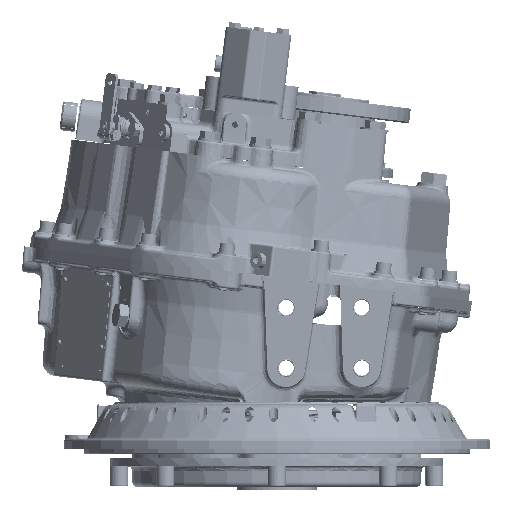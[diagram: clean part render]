
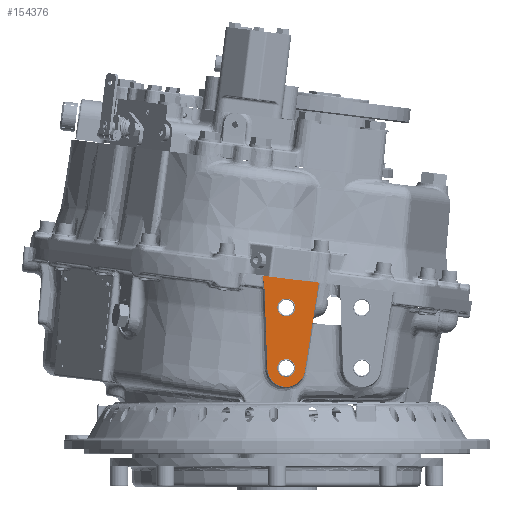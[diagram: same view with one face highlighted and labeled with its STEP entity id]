
A CAD part, left-side view. The second image highlights one B-rep face of the part: STEP entity #154376.
In plain terms, the highlighted planar face has unit normal (-1, 0, 0).
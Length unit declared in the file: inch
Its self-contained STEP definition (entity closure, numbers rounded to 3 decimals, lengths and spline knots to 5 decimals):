
#1185 = FACE_BOUND ( 'NONE', #140699, .T. ) ;
#1204 = FACE_OUTER_BOUND ( 'NONE', #141945, .T. ) ;
#1205 = FACE_BOUND ( 'NONE', #140554, .T. ) ;
#15876 = CARTESIAN_POINT ( 'NONE',  ( -10., -1.17141, 3.23391 ) ) ;
#15880 = CARTESIAN_POINT ( 'NONE',  ( -10., 0.39322, 3.32961 ) ) ;
#15883 = CARTESIAN_POINT ( 'NONE',  ( -10., 0.50766, 6.6068 ) ) ;
#18636 = AXIS2_PLACEMENT_3D ( 'NONE', #291846, #291858, #291859 ) ;
#36909 = VERTEX_POINT ( 'NONE', #15876 ) ;
#36910 = VERTEX_POINT ( 'NONE', #15880 ) ;
#36911 = VERTEX_POINT ( 'NONE', #15883 ) ;
#38570 = VERTEX_POINT ( 'NONE', #223477 ) ;
#38572 = VERTEX_POINT ( 'NONE', #223498 ) ;
#54867 = AXIS2_PLACEMENT_3D ( 'NONE', #57776, #57808, #57810 ) ;
#55035 = AXIS2_PLACEMENT_3D ( 'NONE', #127573, #127587, #127589 ) ;
#55037 = AXIS2_PLACEMENT_3D ( 'NONE', #127547, #127593, #127595 ) ;
#57776 = CARTESIAN_POINT ( 'NONE',  ( -10., -0.3937, 3.35709 ) ) ;
#57808 = DIRECTION ( 'NONE',  ( -1., 0., 0. ) ) ;
#57810 = DIRECTION ( 'NONE',  ( 0., 0.122, -0.993 ) ) ;
#57820 = CARTESIAN_POINT ( 'NONE',  ( -10., 0.49413, 6.21913 ) ) ;
#57823 = DIRECTION ( 'NONE',  ( 0., -0.035, -0.999 ) ) ;
#63517 = VERTEX_POINT ( 'NONE', #264116 ) ;
#63519 = VERTEX_POINT ( 'NONE', #264119 ) ;
#64891 = ORIENTED_EDGE ( 'NONE', *, *, #297068, .F. ) ;
#64892 = ORIENTED_EDGE ( 'NONE', *, *, #94603, .F. ) ;
#64893 = ORIENTED_EDGE ( 'NONE', *, *, #104173, .T. ) ;
#64894 = ORIENTED_EDGE ( 'NONE', *, *, #104177, .T. ) ;
#64896 = ORIENTED_EDGE ( 'NONE', *, *, #105492, .T. ) ;
#64897 = ORIENTED_EDGE ( 'NONE', *, *, #105477, .F. ) ;
#64898 = ORIENTED_EDGE ( 'NONE', *, *, #105462, .T. ) ;
#64899 = ORIENTED_EDGE ( 'NONE', *, *, #105495, .F. ) ;
#64900 = ORIENTED_EDGE ( 'NONE', *, *, #105473, .T. ) ;
#64901 = ORIENTED_EDGE ( 'NONE', *, *, #174012, .F. ) ;
#64902 = ORIENTED_EDGE ( 'NONE', *, *, #105491, .F. ) ;
#94603 = EDGE_CURVE ( 'NONE', #38572, #38570, #145157, .T. ) ;
#104173 = EDGE_CURVE ( 'NONE', #36910, #36909, #139146, .T. ) ;
#104177 = EDGE_CURVE ( 'NONE', #36911, #36910, #139147, .T. ) ;
#105462 = EDGE_CURVE ( 'NONE', #124459, #124456, #122108, .T. ) ;
#105473 = EDGE_CURVE ( 'NONE', #36909, #124463, #139422, .T. ) ;
#105477 = EDGE_CURVE ( 'NONE', #124452, #124456, #122118, .T. ) ;
#105491 = EDGE_CURVE ( 'NONE', #63519, #63517, #139430, .T. ) ;
#105492 = EDGE_CURVE ( 'NONE', #124452, #36911, #139431, .T. ) ;
#105495 = EDGE_CURVE ( 'NONE', #124459, #124463, #139427, .T. ) ;
#106586 = CARTESIAN_POINT ( 'NONE',  ( -10., -0.3937, 3.35709 ) ) ;
#106638 = DIRECTION ( 'NONE',  ( -1., 0., 0. ) ) ;
#106640 = DIRECTION ( 'NONE',  ( 0., -0.122, 0.993 ) ) ;
#119069 = CIRCLE ( 'NONE', #187156, 0.37051 ) ;
#122108 = B_SPLINE_CURVE_WITH_KNOTS ( 'NONE', 3,
 ( #127506, #127514, #127515, #127517, #127519, #127520, #127522, #127524 ),
 .UNSPECIFIED., .F., .F.,
 ( 4, 2, 2, 4 ),
 ( 0., 0.00331, 0.00663, 0.01326 ),
 .UNSPECIFIED. ) ;
#122118 = B_SPLINE_CURVE_WITH_KNOTS ( 'NONE', 3,
 ( #127538, #127549, #127551, #127552 ),
 .UNSPECIFIED., .F., .F.,
 ( 4, 4 ),
 ( 0., 0.00148 ),
 .UNSPECIFIED. ) ;
#124452 = VERTEX_POINT ( 'NONE', #141552 ) ;
#124456 = VERTEX_POINT ( 'NONE', #141556 ) ;
#124459 = VERTEX_POINT ( 'NONE', #141559 ) ;
#124463 = VERTEX_POINT ( 'NONE', #141561 ) ;
#127506 = CARTESIAN_POINT ( 'NONE',  ( -10., 0.58036, 7.1983 ) ) ;
#127514 = CARTESIAN_POINT ( 'NONE',  ( -10., 0.57192, 7.15559 ) ) ;
#127515 = CARTESIAN_POINT ( 'NONE',  ( -10., 0.56522, 7.11262 ) ) ;
#127517 = CARTESIAN_POINT ( 'NONE',  ( -10., 0.55316, 7.02646 ) ) ;
#127519 = CARTESIAN_POINT ( 'NONE',  ( -10., 0.54789, 6.98326 ) ) ;
#127520 = CARTESIAN_POINT ( 'NONE',  ( -10., 0.53348, 6.85355 ) ) ;
#127522 = CARTESIAN_POINT ( 'NONE',  ( -10., 0.52574, 6.76691 ) ) ;
#127524 = CARTESIAN_POINT ( 'NONE',  ( -10., 0.51913, 6.68016 ) ) ;
#127526 = CARTESIAN_POINT ( 'NONE',  ( -10., -1.77533, 7.04692 ) ) ;
#127538 = CARTESIAN_POINT ( 'NONE',  ( -10., 0.50981, 6.62252 ) ) ;
#127545 = DIRECTION ( 'NONE',  ( 0., -0.156, 0.988 ) ) ;
#127547 = CARTESIAN_POINT ( 'NONE',  ( -10., 0.58636, 6.60405 ) ) ;
#127549 = CARTESIAN_POINT ( 'NONE',  ( -10., 0.51439, 6.64149 ) ) ;
#127551 = CARTESIAN_POINT ( 'NONE',  ( -10., 0.51765, 6.66071 ) ) ;
#127552 = CARTESIAN_POINT ( 'NONE',  ( -10., 0.51913, 6.68016 ) ) ;
#127573 = CARTESIAN_POINT ( 'NONE',  ( -10., -0.3937, 3.35709 ) ) ;
#127587 = DIRECTION ( 'NONE',  ( -1., 0., 0. ) ) ;
#127589 = DIRECTION ( 'NONE',  ( 0., -0.122, 0.993 ) ) ;
#127593 = DIRECTION ( 'NONE',  ( 1., 0., 0. ) ) ;
#127595 = DIRECTION ( 'NONE',  ( 0., 0.122, -0.993 ) ) ;
#127598 = CARTESIAN_POINT ( 'NONE',  ( -10., 0.65152, 7.20704 ) ) ;
#127600 = DIRECTION ( 'NONE',  ( 0., -0.993, -0.122 ) ) ;
#131586 = CARTESIAN_POINT ( 'NONE',  ( -10., -0.3937, 5.87677 ) ) ;
#131597 = DIRECTION ( 'NONE',  ( -1., 0., 0. ) ) ;
#131600 = DIRECTION ( 'NONE',  ( 0., -0.122, 0.993 ) ) ;
#139146 = CIRCLE ( 'NONE', #54867, 0.7874 ) ;
#139147 = LINE ( 'NONE', #57820, #139148 ) ;
#139148 = VECTOR ( 'NONE', #57823, 39.37008 ) ;
#139400 = VECTOR ( 'NONE', #127545, 39.37008 ) ;
#139422 = LINE ( 'NONE', #127526, #139400 ) ;
#139427 = LINE ( 'NONE', #127598, #139429 ) ;
#139429 = VECTOR ( 'NONE', #127600, 39.37008 ) ;
#139430 = CIRCLE ( 'NONE', #55035, 0.37051 ) ;
#139431 = CIRCLE ( 'NONE', #55037, 0.07874 ) ;
#140554 = EDGE_LOOP ( 'NONE', ( #64892, #64891 ) ) ;
#140699 = EDGE_LOOP ( 'NONE', ( #64902, #64901 ) ) ;
#141552 = CARTESIAN_POINT ( 'NONE',  ( -10., 0.50981, 6.62252 ) ) ;
#141556 = CARTESIAN_POINT ( 'NONE',  ( -10., 0.51913, 6.68016 ) ) ;
#141559 = CARTESIAN_POINT ( 'NONE',  ( -10., 0.58036, 7.1983 ) ) ;
#141561 = CARTESIAN_POINT ( 'NONE',  ( -10., -1.75391, 6.91169 ) ) ;
#141945 = EDGE_LOOP ( 'NONE', ( #64900, #64899, #64898, #64897, #64896, #64894, #64893 ) ) ;
#145157 = CIRCLE ( 'NONE', #245561, 0.37051 ) ;
#154376 = ADVANCED_FACE ( 'NONE', ( #1185, #1204, #1205 ), #291827, .F. ) ;
#157841 = CIRCLE ( 'NONE', #200078, 0.37051 ) ;
#174012 = EDGE_CURVE ( 'NONE', #63517, #63519, #119069, .T. ) ;
#187156 = AXIS2_PLACEMENT_3D ( 'NONE', #106586, #106638, #106640 ) ;
#200078 = AXIS2_PLACEMENT_3D ( 'NONE', #266378, #266382, #266385 ) ;
#223477 = CARTESIAN_POINT ( 'NONE',  ( -10., -0.34855, 5.50902 ) ) ;
#223498 = CARTESIAN_POINT ( 'NONE',  ( -10., -0.43885, 6.24452 ) ) ;
#245561 = AXIS2_PLACEMENT_3D ( 'NONE', #131586, #131597, #131600 ) ;
#264116 = CARTESIAN_POINT ( 'NONE',  ( -10., -0.34855, 2.98934 ) ) ;
#264119 = CARTESIAN_POINT ( 'NONE',  ( -10., -0.43885, 3.72484 ) ) ;
#266378 = CARTESIAN_POINT ( 'NONE',  ( -10., -0.3937, 5.87677 ) ) ;
#266382 = DIRECTION ( 'NONE',  ( -1., 0., 0. ) ) ;
#266385 = DIRECTION ( 'NONE',  ( 0., -0.122, 0.993 ) ) ;
#291827 = PLANE ( 'NONE',  #18636 ) ;
#291846 = CARTESIAN_POINT ( 'NONE',  ( -10., -5.64763, 6.4336 ) ) ;
#291858 = DIRECTION ( 'NONE',  ( 1., 0., 0. ) ) ;
#291859 = DIRECTION ( 'NONE',  ( 0., 0.122, -0.993 ) ) ;
#297068 = EDGE_CURVE ( 'NONE', #38570, #38572, #157841, .T. ) ;
